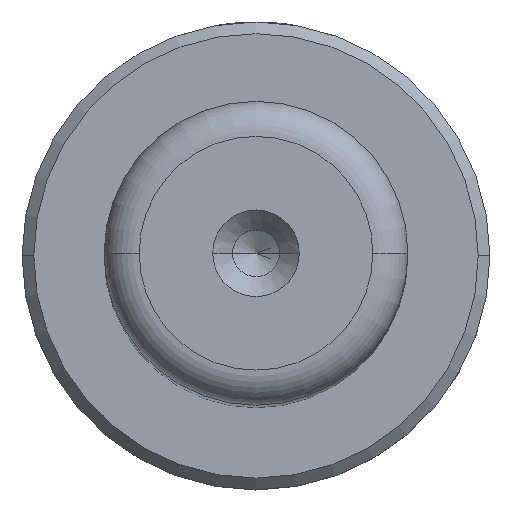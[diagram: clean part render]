
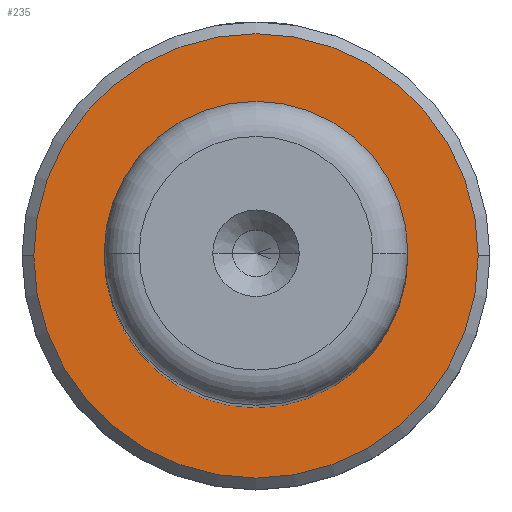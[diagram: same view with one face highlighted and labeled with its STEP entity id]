
A CAD part, top view. The second image highlights one B-rep face of the part: STEP entity #235.
In plain terms, the highlighted planar face has unit normal (0, 0, 1).
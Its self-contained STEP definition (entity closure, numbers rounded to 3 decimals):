
#18 = CARTESIAN_POINT ( 'NONE',  ( 0., 0., 15. ) ) ;
#30 = EDGE_LOOP ( 'NONE', ( #336, #1432 ) ) ;
#37 = AXIS2_PLACEMENT_3D ( 'NONE', #568, #1678, #727 ) ;
#55 = DIRECTION ( 'NONE',  ( 0., 0., -1. ) ) ;
#112 = EDGE_CURVE ( 'NONE', #241, #710, #1573, .T. ) ;
#151 = AXIS2_PLACEMENT_3D ( 'NONE', #18, #1133, #176 ) ;
#176 = DIRECTION ( 'NONE',  ( 1., 0., 0. ) ) ;
#211 = CIRCLE ( 'NONE', #1362, 5.995 ) ;
#220 = CARTESIAN_POINT ( 'NONE',  ( 5.995, 0., 15. ) ) ;
#235 = ADVANCED_FACE ( 'NONE', ( #986, #1792 ), #1173, .T. ) ;
#241 = VERTEX_POINT ( 'NONE', #220 ) ;
#336 = ORIENTED_EDGE ( 'NONE', *, *, #1424, .T. ) ;
#343 = CARTESIAN_POINT ( 'NONE',  ( -9.5, 0., 15. ) ) ;
#394 = DIRECTION ( 'NONE',  ( 1., 0., 0. ) ) ;
#450 = AXIS2_PLACEMENT_3D ( 'NONE', #680, #1796, #843 ) ;
#562 = ORIENTED_EDGE ( 'NONE', *, *, #1968, .T. ) ;
#568 = CARTESIAN_POINT ( 'NONE',  ( 0., 0., 15. ) ) ;
#680 = CARTESIAN_POINT ( 'NONE',  ( 0., 0., 15. ) ) ;
#710 = VERTEX_POINT ( 'NONE', #2001 ) ;
#727 = DIRECTION ( 'NONE',  ( 1., 0., 0. ) ) ;
#843 = DIRECTION ( 'NONE',  ( -1., 0., 0. ) ) ;
#887 = CARTESIAN_POINT ( 'NONE',  ( 9.5, 0., 15. ) ) ;
#986 = FACE_OUTER_BOUND ( 'NONE', #30, .T. ) ;
#1003 = CARTESIAN_POINT ( 'NONE',  ( 0., 0., 15. ) ) ;
#1101 = ORIENTED_EDGE ( 'NONE', *, *, #112, .T. ) ;
#1122 = VERTEX_POINT ( 'NONE', #343 ) ;
#1133 = DIRECTION ( 'NONE',  ( 0., 0., 1. ) ) ;
#1173 = PLANE ( 'NONE',  #1293 ) ;
#1174 = DIRECTION ( 'NONE',  ( -1., 0., 0. ) ) ;
#1277 = CIRCLE ( 'NONE', #151, 9.5 ) ;
#1293 = AXIS2_PLACEMENT_3D ( 'NONE', #1986, #1335, #394 ) ;
#1335 = DIRECTION ( 'NONE',  ( 0., 0., 1. ) ) ;
#1362 = AXIS2_PLACEMENT_3D ( 'NONE', #1003, #55, #1174 ) ;
#1424 = EDGE_CURVE ( 'NONE', #1122, #1736, #1277, .T. ) ;
#1432 = ORIENTED_EDGE ( 'NONE', *, *, #2069, .T. ) ;
#1462 = EDGE_LOOP ( 'NONE', ( #1101, #562 ) ) ;
#1573 = CIRCLE ( 'NONE', #450, 5.995 ) ;
#1678 = DIRECTION ( 'NONE',  ( 0., 0., 1. ) ) ;
#1720 = CIRCLE ( 'NONE', #37, 9.5 ) ;
#1736 = VERTEX_POINT ( 'NONE', #887 ) ;
#1792 = FACE_BOUND ( 'NONE', #1462, .T. ) ;
#1796 = DIRECTION ( 'NONE',  ( 0., 0., -1. ) ) ;
#1968 = EDGE_CURVE ( 'NONE', #710, #241, #211, .T. ) ;
#1986 = CARTESIAN_POINT ( 'NONE',  ( 0., 0., 15. ) ) ;
#2001 = CARTESIAN_POINT ( 'NONE',  ( -5.995, 0., 15. ) ) ;
#2069 = EDGE_CURVE ( 'NONE', #1736, #1122, #1720, .T. ) ;
